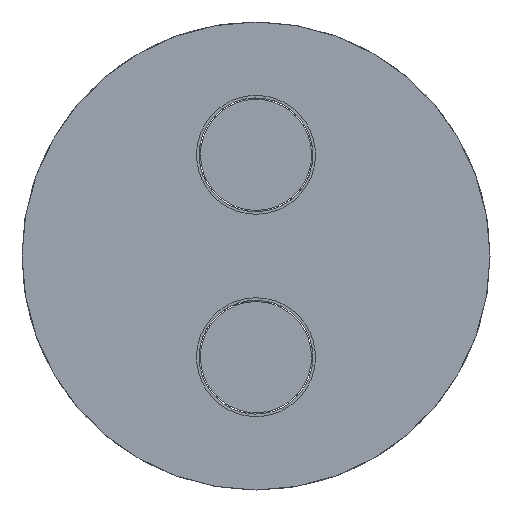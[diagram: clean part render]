
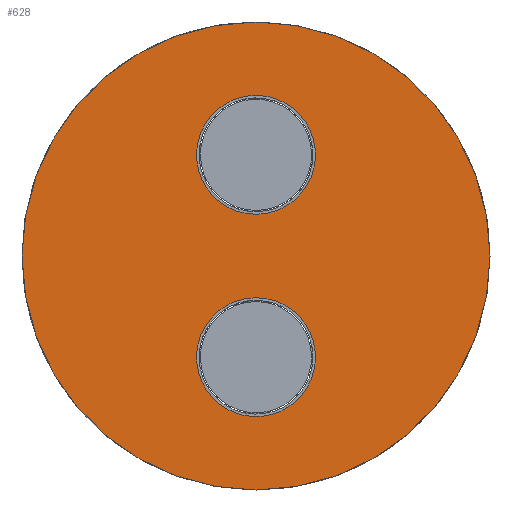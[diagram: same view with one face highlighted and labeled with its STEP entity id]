
A CAD part, front view. The second image highlights one B-rep face of the part: STEP entity #628.
In plain terms, the highlighted planar face has unit normal (0, -1, 0).
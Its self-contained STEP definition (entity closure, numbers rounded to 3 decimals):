
#222=CARTESIAN_POINT('Axis2P3D Location',(0.,87.5,40.)) ;
#409=CARTESIAN_POINT('Vertex',(92.5,87.5,40.)) ;
#416=CARTESIAN_POINT('Vertex',(-92.5,87.5,40.)) ;
#419=CARTESIAN_POINT('Axis2P3D Location',(0.,87.5,40.)) ;
#431=CARTESIAN_POINT('Axis2P3D Location',(0.,87.5,40.)) ;
#487=CARTESIAN_POINT('Control Point',(-11.298,87.5,20.606)) ;
#488=CARTESIAN_POINT('Control Point',(-13.385,87.5,19.462)) ;
#489=CARTESIAN_POINT('Control Point',(-15.328,87.5,18.053)) ;
#490=CARTESIAN_POINT('Control Point',(-17.081,87.5,16.404)) ;
#491=CARTESIAN_POINT('Control Point',(-20.132,87.5,12.697)) ;
#492=CARTESIAN_POINT('Control Point',(-22.162,87.5,8.348)) ;
#493=CARTESIAN_POINT('Control Point',(-22.895,87.5,6.054)) ;
#494=CARTESIAN_POINT('Control Point',(-23.764,87.5,1.333)) ;
#495=CARTESIAN_POINT('Control Point',(-23.429,87.5,-3.456)) ;
#496=CARTESIAN_POINT('Control Point',(-22.957,87.5,-5.817)) ;
#497=CARTESIAN_POINT('Control Point',(-21.425,87.5,-10.367)) ;
#498=CARTESIAN_POINT('Control Point',(-18.808,87.5,-14.392)) ;
#499=CARTESIAN_POINT('Control Point',(-17.249,87.5,-16.227)) ;
#500=CARTESIAN_POINT('Control Point',(-13.702,87.5,-19.462)) ;
#501=CARTESIAN_POINT('Control Point',(-9.46,87.5,-21.711)) ;
#502=CARTESIAN_POINT('Control Point',(-7.207,87.5,-22.559)) ;
#503=CARTESIAN_POINT('Control Point',(-2.536,87.5,-23.666)) ;
#504=CARTESIAN_POINT('Control Point',(2.264,87.5,-23.574)) ;
#505=CARTESIAN_POINT('Control Point',(4.646,87.5,-23.222)) ;
#506=CARTESIAN_POINT('Control Point',(7.42,87.5,-22.442)) ;
#507=CARTESIAN_POINT('Control Point',(10.025,87.5,-21.263)) ;
#508=CARTESIAN_POINT('Control Point',(10.455,87.5,-21.054)) ;
#509=CARTESIAN_POINT('Control Point',(10.879,87.5,-20.836)) ;
#510=CARTESIAN_POINT('Control Point',(11.298,87.5,-20.606)) ;
#511=CARTESIAN_POINT('Vertex',(-11.298,87.5,20.606)) ;
#513=CARTESIAN_POINT('Vertex',(11.298,87.5,-20.606)) ;
#517=CARTESIAN_POINT('Control Point',(11.298,87.5,-20.606)) ;
#518=CARTESIAN_POINT('Control Point',(13.385,87.5,-19.462)) ;
#519=CARTESIAN_POINT('Control Point',(15.328,87.5,-18.053)) ;
#520=CARTESIAN_POINT('Control Point',(17.081,87.5,-16.404)) ;
#521=CARTESIAN_POINT('Control Point',(20.132,87.5,-12.697)) ;
#522=CARTESIAN_POINT('Control Point',(22.162,87.5,-8.348)) ;
#523=CARTESIAN_POINT('Control Point',(22.895,87.5,-6.054)) ;
#524=CARTESIAN_POINT('Control Point',(23.764,87.5,-1.333)) ;
#525=CARTESIAN_POINT('Control Point',(23.429,87.5,3.456)) ;
#526=CARTESIAN_POINT('Control Point',(22.957,87.5,5.817)) ;
#527=CARTESIAN_POINT('Control Point',(21.425,87.5,10.367)) ;
#528=CARTESIAN_POINT('Control Point',(18.808,87.5,14.392)) ;
#529=CARTESIAN_POINT('Control Point',(17.249,87.5,16.227)) ;
#530=CARTESIAN_POINT('Control Point',(13.702,87.5,19.462)) ;
#531=CARTESIAN_POINT('Control Point',(9.46,87.5,21.711)) ;
#532=CARTESIAN_POINT('Control Point',(7.207,87.5,22.559)) ;
#533=CARTESIAN_POINT('Control Point',(2.536,87.5,23.666)) ;
#534=CARTESIAN_POINT('Control Point',(-2.264,87.5,23.574)) ;
#535=CARTESIAN_POINT('Control Point',(-4.646,87.5,23.222)) ;
#536=CARTESIAN_POINT('Control Point',(-7.42,87.5,22.442)) ;
#537=CARTESIAN_POINT('Control Point',(-10.025,87.5,21.263)) ;
#538=CARTESIAN_POINT('Control Point',(-10.455,87.5,21.054)) ;
#539=CARTESIAN_POINT('Control Point',(-10.879,87.5,20.836)) ;
#540=CARTESIAN_POINT('Control Point',(-11.298,87.5,20.606)) ;
#552=CARTESIAN_POINT('Control Point',(-11.298,87.5,100.606)) ;
#553=CARTESIAN_POINT('Control Point',(-13.385,87.5,99.462)) ;
#554=CARTESIAN_POINT('Control Point',(-15.328,87.5,98.053)) ;
#555=CARTESIAN_POINT('Control Point',(-17.081,87.5,96.404)) ;
#556=CARTESIAN_POINT('Control Point',(-20.132,87.5,92.697)) ;
#557=CARTESIAN_POINT('Control Point',(-22.162,87.5,88.348)) ;
#558=CARTESIAN_POINT('Control Point',(-22.895,87.5,86.054)) ;
#559=CARTESIAN_POINT('Control Point',(-23.764,87.5,81.333)) ;
#560=CARTESIAN_POINT('Control Point',(-23.429,87.5,76.544)) ;
#561=CARTESIAN_POINT('Control Point',(-22.957,87.5,74.183)) ;
#562=CARTESIAN_POINT('Control Point',(-21.425,87.5,69.633)) ;
#563=CARTESIAN_POINT('Control Point',(-18.808,87.5,65.608)) ;
#564=CARTESIAN_POINT('Control Point',(-17.249,87.5,63.773)) ;
#565=CARTESIAN_POINT('Control Point',(-13.702,87.5,60.538)) ;
#566=CARTESIAN_POINT('Control Point',(-9.46,87.5,58.289)) ;
#567=CARTESIAN_POINT('Control Point',(-7.207,87.5,57.441)) ;
#568=CARTESIAN_POINT('Control Point',(-2.536,87.5,56.334)) ;
#569=CARTESIAN_POINT('Control Point',(2.264,87.5,56.426)) ;
#570=CARTESIAN_POINT('Control Point',(4.646,87.5,56.778)) ;
#571=CARTESIAN_POINT('Control Point',(7.42,87.5,57.558)) ;
#572=CARTESIAN_POINT('Control Point',(10.025,87.5,58.737)) ;
#573=CARTESIAN_POINT('Control Point',(10.455,87.5,58.946)) ;
#574=CARTESIAN_POINT('Control Point',(10.879,87.5,59.164)) ;
#575=CARTESIAN_POINT('Control Point',(11.298,87.5,59.394)) ;
#576=CARTESIAN_POINT('Vertex',(-11.298,87.5,100.606)) ;
#578=CARTESIAN_POINT('Vertex',(11.298,87.5,59.394)) ;
#582=CARTESIAN_POINT('Control Point',(11.298,87.5,59.394)) ;
#583=CARTESIAN_POINT('Control Point',(13.385,87.5,60.538)) ;
#584=CARTESIAN_POINT('Control Point',(15.328,87.5,61.947)) ;
#585=CARTESIAN_POINT('Control Point',(17.081,87.5,63.596)) ;
#586=CARTESIAN_POINT('Control Point',(20.132,87.5,67.303)) ;
#587=CARTESIAN_POINT('Control Point',(22.162,87.5,71.652)) ;
#588=CARTESIAN_POINT('Control Point',(22.895,87.5,73.946)) ;
#589=CARTESIAN_POINT('Control Point',(23.764,87.5,78.667)) ;
#590=CARTESIAN_POINT('Control Point',(23.429,87.5,83.456)) ;
#591=CARTESIAN_POINT('Control Point',(22.957,87.5,85.817)) ;
#592=CARTESIAN_POINT('Control Point',(21.425,87.5,90.367)) ;
#593=CARTESIAN_POINT('Control Point',(18.808,87.5,94.392)) ;
#594=CARTESIAN_POINT('Control Point',(17.249,87.5,96.227)) ;
#595=CARTESIAN_POINT('Control Point',(13.702,87.5,99.462)) ;
#596=CARTESIAN_POINT('Control Point',(9.46,87.5,101.711)) ;
#597=CARTESIAN_POINT('Control Point',(7.207,87.5,102.559)) ;
#598=CARTESIAN_POINT('Control Point',(2.536,87.5,103.666)) ;
#599=CARTESIAN_POINT('Control Point',(-2.264,87.5,103.574)) ;
#600=CARTESIAN_POINT('Control Point',(-4.646,87.5,103.222)) ;
#601=CARTESIAN_POINT('Control Point',(-7.42,87.5,102.442)) ;
#602=CARTESIAN_POINT('Control Point',(-10.025,87.5,101.263)) ;
#603=CARTESIAN_POINT('Control Point',(-10.455,87.5,101.054)) ;
#604=CARTESIAN_POINT('Control Point',(-10.879,87.5,100.836)) ;
#605=CARTESIAN_POINT('Control Point',(-11.298,87.5,100.606)) ;
#223=DIRECTION('Axis2P3D Direction',(0.,1.,-0.)) ;
#224=DIRECTION('Axis2P3D XDirection',(-1.,0.,0.)) ;
#420=DIRECTION('Axis2P3D Direction',(0.,1.,-0.)) ;
#432=DIRECTION('Axis2P3D Direction',(0.,1.,-0.)) ;
#225=AXIS2_PLACEMENT_3D('Plane Axis2P3D',#222,#223,#224) ;
#421=AXIS2_PLACEMENT_3D('Circle Axis2P3D',#419,#420,$) ;
#433=AXIS2_PLACEMENT_3D('Circle Axis2P3D',#431,#432,$) ;
#422=CIRCLE('generated circle',#421,92.5) ;
#434=CIRCLE('generated circle',#433,92.5) ;
#226=PLANE('',#225) ;
#623=FACE_BOUND('',#620,.T.) ;
#627=FACE_BOUND('',#624,.T.) ;
#423=EDGE_CURVE('',#410,#417,#422,.F.) ;
#435=EDGE_CURVE('',#417,#410,#434,.F.) ;
#515=EDGE_CURVE('',#512,#514,#486,.T.) ;
#541=EDGE_CURVE('',#514,#512,#516,.T.) ;
#580=EDGE_CURVE('',#577,#579,#551,.T.) ;
#606=EDGE_CURVE('',#579,#577,#581,.T.) ;
#617=ORIENTED_EDGE('',*,*,#423,.T.) ;
#618=ORIENTED_EDGE('',*,*,#435,.T.) ;
#621=ORIENTED_EDGE('',*,*,#541,.F.) ;
#622=ORIENTED_EDGE('',*,*,#515,.F.) ;
#625=ORIENTED_EDGE('',*,*,#606,.F.) ;
#626=ORIENTED_EDGE('',*,*,#580,.F.) ;
#616=EDGE_LOOP('',(#617,#618)) ;
#620=EDGE_LOOP('',(#621,#622)) ;
#624=EDGE_LOOP('',(#625,#626)) ;
#410=VERTEX_POINT('',#409) ;
#417=VERTEX_POINT('',#416) ;
#512=VERTEX_POINT('',#511) ;
#514=VERTEX_POINT('',#513) ;
#577=VERTEX_POINT('',#576) ;
#579=VERTEX_POINT('',#578) ;
#628=ADVANCED_FACE('MN0.1\\PR.0448.51_AllCATPart.1\\PartBody',(#619,#623,#627),#226,.F.) ;
#486=B_SPLINE_CURVE_WITH_KNOTS('',5,(#487,#488,#489,#490,#491,#492,#493,#494,#495,#496,#497,#498,#499,#500,#501,#502,#503,#504,#505,#506,#507,#508,#509,#510),.UNSPECIFIED.,.F.,.U.,(6,3,3,3,3,3,3,6),(0.,16.835,33.674,50.514,67.353,84.192,101.032,104.406),.UNSPECIFIED.) ;
#516=B_SPLINE_CURVE_WITH_KNOTS('',5,(#517,#518,#519,#520,#521,#522,#523,#524,#525,#526,#527,#528,#529,#530,#531,#532,#533,#534,#535,#536,#537,#538,#539,#540),.UNSPECIFIED.,.F.,.U.,(6,3,3,3,3,3,3,6),(0.,16.835,33.674,50.514,67.353,84.192,101.032,104.406),.UNSPECIFIED.) ;
#551=B_SPLINE_CURVE_WITH_KNOTS('',5,(#552,#553,#554,#555,#556,#557,#558,#559,#560,#561,#562,#563,#564,#565,#566,#567,#568,#569,#570,#571,#572,#573,#574,#575),.UNSPECIFIED.,.F.,.U.,(6,3,3,3,3,3,3,6),(0.,16.835,33.674,50.514,67.353,84.192,101.032,104.406),.UNSPECIFIED.) ;
#581=B_SPLINE_CURVE_WITH_KNOTS('',5,(#582,#583,#584,#585,#586,#587,#588,#589,#590,#591,#592,#593,#594,#595,#596,#597,#598,#599,#600,#601,#602,#603,#604,#605),.UNSPECIFIED.,.F.,.U.,(6,3,3,3,3,3,3,6),(0.,16.835,33.674,50.514,67.353,84.192,101.032,104.406),.UNSPECIFIED.) ;
#619=FACE_OUTER_BOUND('',#616,.T.) ;
